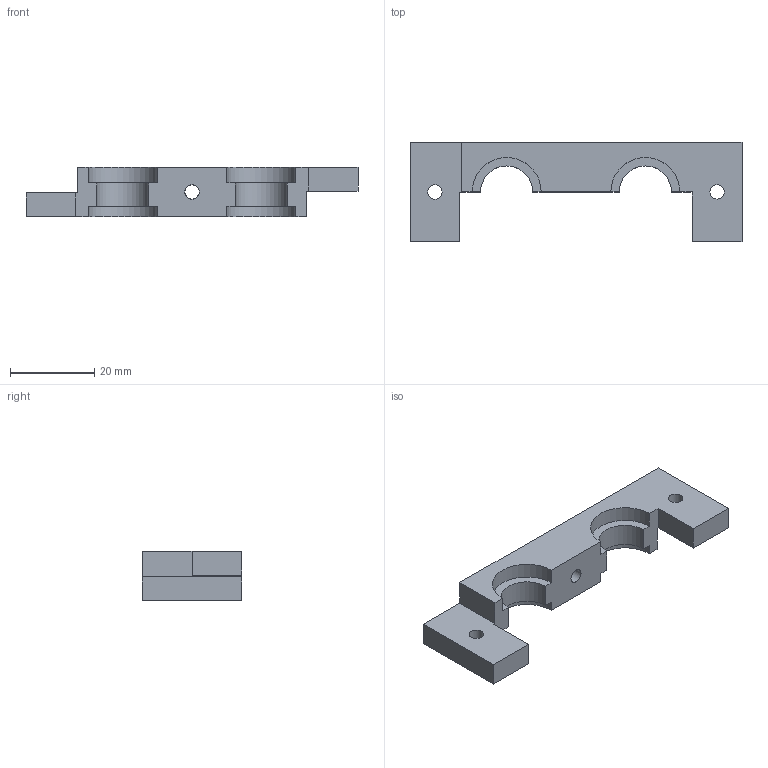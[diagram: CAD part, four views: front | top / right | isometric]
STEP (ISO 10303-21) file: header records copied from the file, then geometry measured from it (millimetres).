
FILE_DESCRIPTION(('FreeCAD Model'),'2;1');
FILE_NAME('tot_extr_hold_1.step','2016-09-22T09:54:52',('FreeCAD'),('FreeCAD'), 'Open CASCADE STEP processor 6.8','FreeCAD','Unknown');
FILE_SCHEMA(('AUTOMOTIVE_DESIGN_CC2 { 1 2 10303 214 -1 1 5 4 }'));
Length unit declared in the file: millimetre
Products named in the file (1): Open CASCADE STEP translator 6.8 1
Bounding box: 79 x 23.6 x 11.7 mm (x, y, z)
Volume: 8430.2 mm3; surface area: 4721.9 mm2
Topology: 1 solids, 1 shells, 64 faces, 180 edges, 119 vertices
Faces by surface type: plane 54, cylinder 10
Full cylindrical faces by diameter (mm): 3.4 x3, 5.9 x1
Entity records: 4672 total; most frequent: CARTESIAN_POINT 1289, DIRECTION 565, ORIENTED_EDGE 360, PCURVE 360, DEFINITIONAL_REPRESENTATION 360, LINE 336, VECTOR 336, EDGE_CURVE 180
